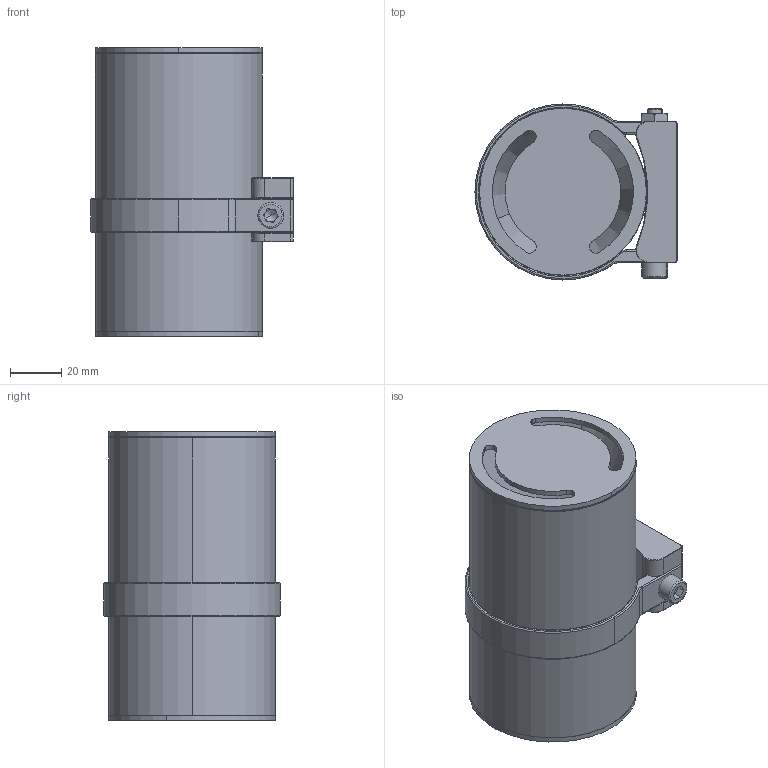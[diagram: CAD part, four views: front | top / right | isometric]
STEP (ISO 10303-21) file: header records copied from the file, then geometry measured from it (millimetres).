
FILE_DESCRIPTION (( 'STEP AP214' ), '1' );
FILE_NAME ('Tube assembly.STEP', '2017-12-20T10:44:26', ( '' ), ( '' ), 'SwSTEP 2.0', 'SolidWorks 2016', '' );
FILE_SCHEMA (( 'AUTOMOTIVE_DESIGN' ));
Length unit declared in the file: millimetre
Products named in the file (12): Holder-Bottom part; cone assembly; Ring 2; cone ring; 4976-HeatSink-Disk(68mm); Tube; Tube assembly; cone; socket head cap screw_din_DIN 912 M6 x 60 --- 24N; hex nut style 1 gradeab_din_Hexagon Nut ISO 4032 - M6 - D - N; Holder-top part; Holder assembly
Assembly tree (11 placements, depth 3):
  Tube assembly
    Tube
    cone assembly
      cone
      cone ring
    Ring 2
    Holder assembly
      Holder-Bottom part
      Holder-top part
    socket head cap screw_din_DIN 912 M6 x 60 --- 24N
    hex nut style 1 gradeab_din_Hexagon Nut ISO 4032 - M6 - D - N
    4976-HeatSink-Disk(68mm)
Bounding box: 78.72 x 68.54 x 112.5 mm (x, y, z)
Volume: 75423 mm3; surface area: 84749.3 mm2
Topology: 9 solids, 9 shells, 488 faces, 1222 edges, 777 vertices
Faces by surface type: plane 208, bspline 127, cylinder 85, torus 42, cone 26
Entity records: 21066 total; most frequent: CARTESIAN_POINT 9646, ORIENTED_EDGE 2432, DIRECTION 1952, EDGE_CURVE 1216, VERTEX_POINT 777, LINE 674, VECTOR 674, AXIS2_PLACEMENT_3D 639
